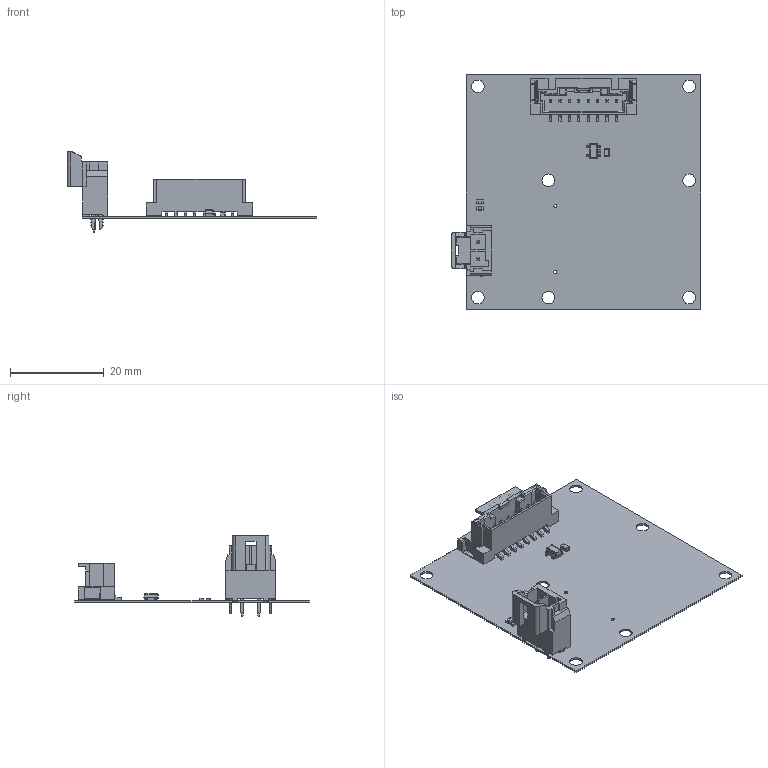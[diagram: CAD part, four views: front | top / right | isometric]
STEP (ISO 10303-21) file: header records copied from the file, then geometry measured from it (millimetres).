
FILE_DESCRIPTION(('Open CASCADE Model'),'2;1');
FILE_NAME('Open CASCADE Shape Model','2018-05-21T20:55:06',('Author'),( 'Open CASCADE'),'Open CASCADE STEP processor 6.8','Open CASCADE 6.8' ,'Unknown');
FILE_SCHEMA(('AUTOMOTIVE_DESIGN { 1 0 10303 214 1 1 1 1 }'));
Length unit declared in the file: millimetre
Products named in the file (35): PCB; Board; ACTIVE_PULL_UP; 5687117760; Body; Open_CASCADE_STEP_translator_6.8_17.1.1; Leader; R1; 5687118528; Mid_Body; Terminal; Open_CASCADE_STEP_translator_6.8_1.2.1; Mark; LED1; 5687119104; Open_CASCADE_STEP_translator_6.8_4.1.1; Open_CASCADE_STEP_translator_6.8_4.1.2; Open_CASCADE_STEP_translator_6.8_4.2.1; C1; 5687118144; Open_CASCADE_STEP_translator_6.8_1.1.1; Open_CASCADE_STEP_translator_6.8_1.1.2; P2; 1722871102_RGB4210752; Open CASCADE STEP translator 6.8 2.6.1.1; Open CASCADE STEP translator 6.8 2.6.1.2; P3; 5600200820; Open CASCADE STEP translator 6.8 2.7.1.1; Open CASCADE STEP translator 6.8 2.7.1.2
Assembly tree (39 placements, depth 5):
  PCB
    Board
    ACTIVE_PULL_UP
      5687117760
        Body
          Open_CASCADE_STEP_translator_6.8_17.1.1
        Leader  x5
    R1
      5687118528
        Mid_Body
        Terminal  x2
          Open_CASCADE_STEP_translator_6.8_1.2.1
        Mark
    LED1
      5687119104
        Terminal
          Open_CASCADE_STEP_translator_6.8_4.1.1
          Open_CASCADE_STEP_translator_6.8_4.1.2
        Mid_Body
          Open_CASCADE_STEP_translator_6.8_4.2.1
    C1
      5687118144
        Terminal
          Open_CASCADE_STEP_translator_6.8_1.1.1
          Open_CASCADE_STEP_translator_6.8_1.1.2
        Mid_Body
          Open_CASCADE_STEP_translator_6.8_1.2.1
    P2
      1722871102_RGB4210752
        Open CASCADE STEP translator 6.8 2.6.1.1
        Open CASCADE STEP translator 6.8 2.6.1.2
    P3
      5600200820
        Open CASCADE STEP translator 6.8 2.7.1.1
        Open CASCADE STEP translator 6.8 2.7.1.2
Bounding box: 53.19 x 50 x 17.15 mm (x, y, z)
Volume: 1989.3 mm3; surface area: 7279.6 mm2
Topology: 19 solids, 19 shells, 911 faces, 2357 edges, 1522 vertices
Faces by surface type: plane 719, cylinder 156, sphere 26, bspline 8, cone 2
Full cylindrical faces by diameter (mm): 0.7 x2, 1.02 x2, 2.3 x2, 2.7 x7
Entity records: 27960 total; most frequent: CARTESIAN_POINT 5194, ORIENTED_EDGE 4170, DIRECTION 4035, EDGE_CURVE 2085, LINE 1841, VECTOR 1841, VERTEX_POINT 1314, AXIS2_PLACEMENT_3D 1097
